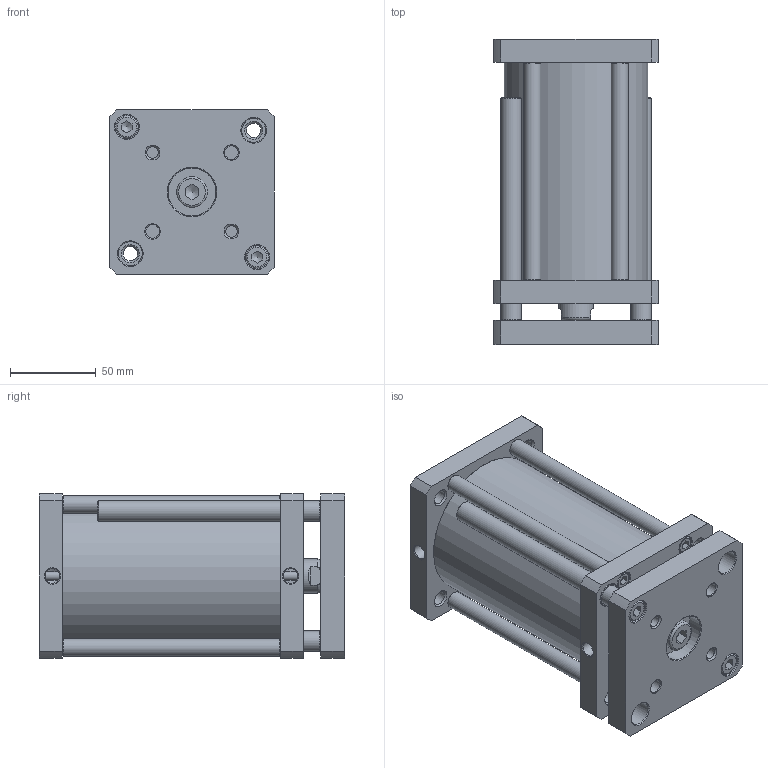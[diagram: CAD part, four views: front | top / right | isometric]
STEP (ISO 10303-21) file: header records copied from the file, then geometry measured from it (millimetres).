
FILE_DESCRIPTION((''),'2;1');
FILE_NAME('XDMA080.100.GS.F.stp','2014-05-19T10:58:55',('carlo.corazza'),(''),'Autodesk Inventor 2012','Autodesk Inventor 2012','');
FILE_SCHEMA(('AUTOMOTIVE_DESIGN { 1 0 10303 214 1 1 1 1 }'));
Length unit declared in the file: millimetre
Products named in the file (8): XDMA080..GS.F; COLONNETTA-100; CORPO-100; STAFFA; STELO-100; TAA; TIRANTE-100; TP
Assembly tree (11 placements, depth 2):
  XDMA080..GS.F
    COLONNETTA-100  x2
    CORPO-100
    STAFFA
    STELO-100
    TAA
    TIRANTE-100  x4
    TP
Bounding box: 96 x 178 x 96 mm (x, y, z)
Volume: 515358.8 mm3; surface area: 189675.6 mm2
Topology: 11 solids, 18 shells, 357 faces, 810 edges, 507 vertices
Faces by surface type: plane 144, cone 112, cylinder 86, torus 15
Full cylindrical faces by diameter (mm): 4.917 x8, 5 x2, 6.647 x4, 6.9 x4, 8 x2, 8.376 x7, 8.566 x2, 9.1 x2, 10 x12, 10.106 x1, 10.5 x8, 12 x2, 13 x2, 14 x6, 18 x1, 20 x1, 20.6 x1, 21.9 x1, 23 x1, 24.8 x1, 25 x1, 28 x1, 80 x1, 84 x1
Entity records: 8649 total; most frequent: CARTESIAN_POINT 1607, DIRECTION 1390, ORIENTED_EDGE 1070, AXIS2_PLACEMENT_3D 586, EDGE_LOOP 554, EDGE_CURVE 535, VERTEX_POINT 425, STYLED_ITEM 329
